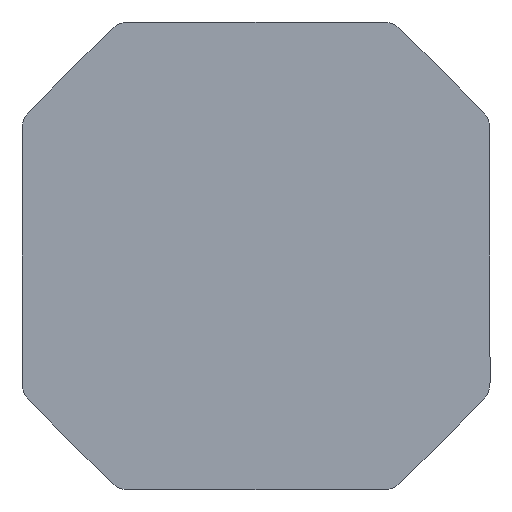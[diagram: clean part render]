
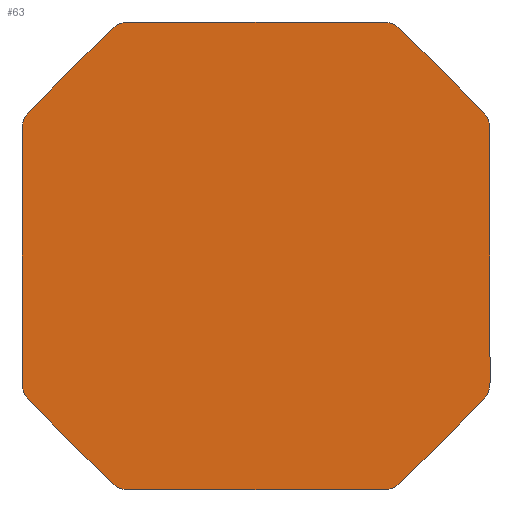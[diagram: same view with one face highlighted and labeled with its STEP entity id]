
A CAD part, top view. The second image highlights one B-rep face of the part: STEP entity #63.
In plain terms, the highlighted planar face has unit normal (0, 0, 1).
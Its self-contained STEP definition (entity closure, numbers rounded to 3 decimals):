
#50=ELLIPSE('',#376,1.113,1.);
#51=ELLIPSE('',#377,1.113,1.);
#52=ELLIPSE('',#378,1.113,1.);
#53=ELLIPSE('',#379,1.113,1.);
#54=ELLIPSE('',#380,1.113,1.);
#55=ELLIPSE('',#381,1.113,1.);
#56=ELLIPSE('',#382,1.113,1.);
#57=ELLIPSE('',#383,1.113,1.);
#63=ADVANCED_FACE('',(#91),#81,.T.);
#81=PLANE('',#384);
#91=FACE_OUTER_BOUND('',#109,.T.);
#109=EDGE_LOOP('',(#154,#155,#156,#157,#158,#159,#160,#161,#162,#163,#164,
#165,#166,#167,#168,#169));
#154=ORIENTED_EDGE('',*,*,#278,.T.);
#155=ORIENTED_EDGE('',*,*,#279,.T.);
#156=ORIENTED_EDGE('',*,*,#262,.T.);
#157=ORIENTED_EDGE('',*,*,#280,.T.);
#158=ORIENTED_EDGE('',*,*,#281,.T.);
#159=ORIENTED_EDGE('',*,*,#282,.T.);
#160=ORIENTED_EDGE('',*,*,#252,.T.);
#161=ORIENTED_EDGE('',*,*,#283,.T.);
#162=ORIENTED_EDGE('',*,*,#284,.T.);
#163=ORIENTED_EDGE('',*,*,#285,.T.);
#164=ORIENTED_EDGE('',*,*,#256,.T.);
#165=ORIENTED_EDGE('',*,*,#286,.T.);
#166=ORIENTED_EDGE('',*,*,#287,.T.);
#167=ORIENTED_EDGE('',*,*,#288,.T.);
#168=ORIENTED_EDGE('',*,*,#260,.T.);
#169=ORIENTED_EDGE('',*,*,#289,.T.);
#220=VERTEX_POINT('',#504);
#221=VERTEX_POINT('',#506);
#224=VERTEX_POINT('',#513);
#225=VERTEX_POINT('',#515);
#228=VERTEX_POINT('',#522);
#229=VERTEX_POINT('',#524);
#230=VERTEX_POINT('',#528);
#231=VERTEX_POINT('',#529);
#242=VERTEX_POINT('',#558);
#243=VERTEX_POINT('',#559);
#244=VERTEX_POINT('',#562);
#245=VERTEX_POINT('',#564);
#246=VERTEX_POINT('',#567);
#247=VERTEX_POINT('',#569);
#248=VERTEX_POINT('',#572);
#249=VERTEX_POINT('',#574);
#252=EDGE_CURVE('',#221,#220,#300,.T.);
#256=EDGE_CURVE('',#225,#224,#304,.T.);
#260=EDGE_CURVE('',#229,#228,#308,.T.);
#262=EDGE_CURVE('',#230,#231,#310,.T.);
#278=EDGE_CURVE('',#242,#243,#318,.T.);
#279=EDGE_CURVE('',#243,#230,#50,.T.);
#280=EDGE_CURVE('',#231,#244,#51,.T.);
#281=EDGE_CURVE('',#244,#245,#319,.T.);
#282=EDGE_CURVE('',#245,#221,#52,.T.);
#283=EDGE_CURVE('',#220,#246,#53,.T.);
#284=EDGE_CURVE('',#246,#247,#320,.T.);
#285=EDGE_CURVE('',#247,#225,#54,.T.);
#286=EDGE_CURVE('',#224,#248,#55,.T.);
#287=EDGE_CURVE('',#248,#249,#321,.T.);
#288=EDGE_CURVE('',#249,#229,#56,.T.);
#289=EDGE_CURVE('',#228,#242,#57,.T.);
#300=LINE('',#505,#332);
#304=LINE('',#514,#336);
#308=LINE('',#523,#340);
#310=LINE('',#527,#342);
#318=LINE('',#557,#350);
#319=LINE('',#563,#351);
#320=LINE('',#568,#352);
#321=LINE('',#573,#353);
#332=VECTOR('',#401,1.);
#336=VECTOR('',#407,1.);
#340=VECTOR('',#413,1.);
#342=VECTOR('',#417,1.);
#350=VECTOR('',#445,1.);
#351=VECTOR('',#450,1.);
#352=VECTOR('',#455,1.);
#353=VECTOR('',#460,1.);
#376=AXIS2_PLACEMENT_3D('',#560,#446,#447);
#377=AXIS2_PLACEMENT_3D('',#561,#448,#449);
#378=AXIS2_PLACEMENT_3D('',#565,#451,#452);
#379=AXIS2_PLACEMENT_3D('',#566,#453,#454);
#380=AXIS2_PLACEMENT_3D('',#570,#456,#457);
#381=AXIS2_PLACEMENT_3D('',#571,#458,#459);
#382=AXIS2_PLACEMENT_3D('',#575,#461,#462);
#383=AXIS2_PLACEMENT_3D('',#576,#463,#464);
#384=AXIS2_PLACEMENT_3D('',#577,#465,#466);
#401=DIRECTION('',(0.,1.,0.));
#407=DIRECTION('',(-1.,0.,0.));
#413=DIRECTION('',(0.,-1.,0.));
#417=DIRECTION('',(1.,0.,0.));
#445=DIRECTION('',(0.707,-0.707,0.));
#446=DIRECTION('',(0.,0.,1.));
#447=DIRECTION('',(0.667,0.745,0.));
#448=DIRECTION('',(0.,0.,1.));
#449=DIRECTION('',(0.667,-0.745,0.));
#450=DIRECTION('',(0.707,0.707,0.));
#451=DIRECTION('',(0.,0.,1.));
#452=DIRECTION('',(-0.745,0.667,0.));
#453=DIRECTION('',(0.,0.,1.));
#454=DIRECTION('',(0.745,0.667,0.));
#455=DIRECTION('',(-0.707,0.707,0.));
#456=DIRECTION('',(0.,0.,1.));
#457=DIRECTION('',(-0.667,-0.745,0.));
#458=DIRECTION('',(0.,0.,1.));
#459=DIRECTION('',(-0.667,0.745,0.));
#460=DIRECTION('',(-0.707,-0.707,0.));
#461=DIRECTION('',(0.,0.,1.));
#462=DIRECTION('',(0.745,-0.667,0.));
#463=DIRECTION('',(0.,0.,1.));
#464=DIRECTION('',(-0.745,-0.667,0.));
#465=DIRECTION('',(0.,0.,1.));
#466=DIRECTION('',(1.,0.,0.));
#504=CARTESIAN_POINT('',(8.4,4.531,0.));
#505=CARTESIAN_POINT('',(8.4,-8.4,0.));
#506=CARTESIAN_POINT('',(8.4,-4.531,0.));
#513=CARTESIAN_POINT('',(-4.531,8.4,0.));
#514=CARTESIAN_POINT('',(8.4,8.4,0.));
#515=CARTESIAN_POINT('',(4.531,8.4,0.));
#522=CARTESIAN_POINT('',(-8.4,-4.531,0.));
#523=CARTESIAN_POINT('',(-8.4,8.4,0.));
#524=CARTESIAN_POINT('',(-8.4,4.531,0.));
#527=CARTESIAN_POINT('',(-8.4,-8.4,0.));
#528=CARTESIAN_POINT('',(-4.531,-8.4,0.));
#529=CARTESIAN_POINT('',(4.531,-8.4,0.));
#557=CARTESIAN_POINT('',(-13.329,0.,0.));
#558=CARTESIAN_POINT('',(-8.131,-5.198,0.));
#559=CARTESIAN_POINT('',(-5.198,-8.131,0.));
#560=CARTESIAN_POINT('',(-4.42,-7.336,0.));
#561=CARTESIAN_POINT('',(4.42,-7.336,0.));
#562=CARTESIAN_POINT('',(5.198,-8.131,0.));
#563=CARTESIAN_POINT('',(0.,-13.329,0.));
#564=CARTESIAN_POINT('',(8.131,-5.198,0.));
#565=CARTESIAN_POINT('',(7.336,-4.42,0.));
#566=CARTESIAN_POINT('',(7.336,4.42,0.));
#567=CARTESIAN_POINT('',(8.131,5.198,0.));
#568=CARTESIAN_POINT('',(13.329,0.,0.));
#569=CARTESIAN_POINT('',(5.198,8.131,0.));
#570=CARTESIAN_POINT('',(4.42,7.336,0.));
#571=CARTESIAN_POINT('',(-4.42,7.336,0.));
#572=CARTESIAN_POINT('',(-5.198,8.131,0.));
#573=CARTESIAN_POINT('',(0.,13.329,0.));
#574=CARTESIAN_POINT('',(-8.131,5.198,0.));
#575=CARTESIAN_POINT('',(-7.336,4.42,0.));
#576=CARTESIAN_POINT('',(-7.336,-4.42,0.));
#577=CARTESIAN_POINT('',(8.4,8.4,0.));
